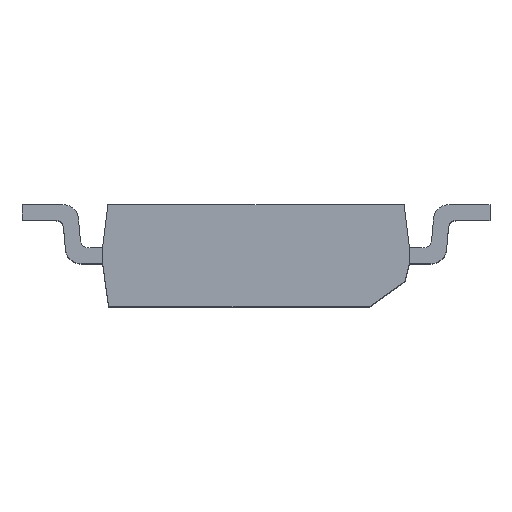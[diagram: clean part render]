
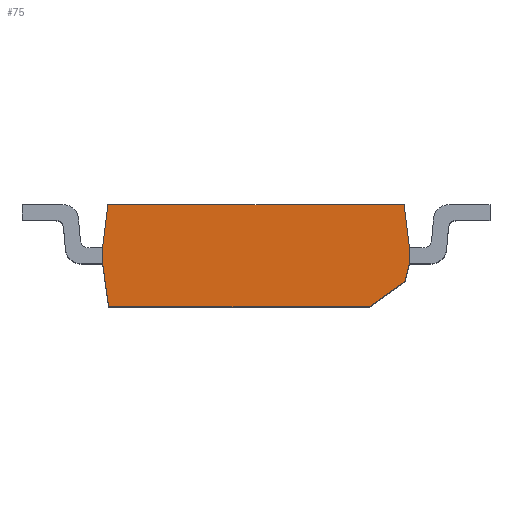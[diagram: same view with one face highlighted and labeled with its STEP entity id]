
A CAD part, top view. The second image highlights one B-rep face of the part: STEP entity #75.
In plain terms, the highlighted planar face has unit normal (0, 0, 1).
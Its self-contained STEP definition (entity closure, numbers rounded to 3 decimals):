
#75=ADVANCED_FACE('',(#3038),#3040,.T.);
#3038=FACE_BOUND('',#3039,.T.);
#3039=EDGE_LOOP('',(#5374,#5375,#5376,#5377,#5378,#5379,#5380,#5381,#5382,#5383,
#5384,#5385,#5386));
#3040=PLANE('',#3041);
#3041=AXIS2_PLACEMENT_3D('',#3042,#3043,#3044);
#3042=CARTESIAN_POINT('',(0.,0.,4.91));
#3043=DIRECTION('',(0.,0.,1.));
#3044=DIRECTION('',(0.,-1.,0.));
#5374=ORIENTED_EDGE('',*,*,#7570,.T.);
#5375=ORIENTED_EDGE('',*,*,#7571,.F.);
#5376=ORIENTED_EDGE('',*,*,#7572,.F.);
#5377=ORIENTED_EDGE('',*,*,#7573,.F.);
#5378=ORIENTED_EDGE('',*,*,#7574,.T.);
#5379=ORIENTED_EDGE('',*,*,#7399,.T.);
#5380=ORIENTED_EDGE('',*,*,#7568,.T.);
#5381=ORIENTED_EDGE('',*,*,#7575,.T.);
#5382=ORIENTED_EDGE('',*,*,#7576,.F.);
#5383=ORIENTED_EDGE('',*,*,#7577,.F.);
#5384=ORIENTED_EDGE('',*,*,#7578,.F.);
#5385=ORIENTED_EDGE('',*,*,#7579,.T.);
#5386=ORIENTED_EDGE('',*,*,#7580,.T.);
#7399=EDGE_CURVE('',#8326,#8324,#8327,.T.);
#7568=EDGE_CURVE('',#8324,#8662,#8664,.T.);
#7570=EDGE_CURVE('',#8666,#8667,#8668,.T.);
#7571=EDGE_CURVE('',#8669,#8667,#8670,.T.);
#7572=EDGE_CURVE('',#8671,#8669,#8672,.T.);
#7573=EDGE_CURVE('',#8673,#8671,#8674,.T.);
#7574=EDGE_CURVE('',#8673,#8326,#8675,.T.);
#7575=EDGE_CURVE('',#8662,#8676,#8677,.T.);
#7576=EDGE_CURVE('',#8678,#8676,#8679,.T.);
#7577=EDGE_CURVE('',#8680,#8678,#8681,.T.);
#7578=EDGE_CURVE('',#8682,#8680,#8683,.T.);
#7579=EDGE_CURVE('',#8682,#8684,#8685,.T.);
#7580=EDGE_CURVE('',#8684,#8666,#8686,.T.);
#8324=VERTEX_POINT('',#9867);
#8326=VERTEX_POINT('',#9871);
#8327=LINE('',#9872,#9873);
#8662=VERTEX_POINT('',#10563);
#8664=LINE('',#10567,#10568);
#8666=VERTEX_POINT('',#10573);
#8667=VERTEX_POINT('',#10574);
#8668=LINE('',#10575,#10576);
#8669=VERTEX_POINT('',#10578);
#8670=LINE('',#10579,#10580);
#8671=VERTEX_POINT('',#10582);
#8672=LINE('',#10583,#10584);
#8673=VERTEX_POINT('',#10586);
#8674=LINE('',#10587,#10588);
#8675=LINE('',#10590,#10591);
#8676=VERTEX_POINT('',#10593);
#8677=LINE('',#10594,#10595);
#8678=VERTEX_POINT('',#10597);
#8679=LINE('',#10598,#10599);
#8680=VERTEX_POINT('',#10601);
#8681=LINE('',#10602,#10603);
#8682=VERTEX_POINT('',#10605);
#8683=LINE('',#10606,#10607);
#8684=VERTEX_POINT('',#10609);
#8685=LINE('',#10610,#10611);
#8686=LINE('',#10613,#10614);
#9867=CARTESIAN_POINT('',(1.441,-0.65,4.91));
#9871=CARTESIAN_POINT('',(-1.873,-0.65,4.91));
#9872=CARTESIAN_POINT('',(-1.873,-0.65,4.91));
#9873=VECTOR('',#9874,1.);
#9874=DIRECTION('',(1.,0.,0.));
#10563=CARTESIAN_POINT('',(1.891,-0.33,4.91));
#10567=CARTESIAN_POINT('',(1.441,-0.65,4.91));
#10568=VECTOR('',#10569,1.);
#10569=DIRECTION('',(0.815,0.58,0.));
#10573=CARTESIAN_POINT('',(-1.882,0.65,4.91));
#10574=CARTESIAN_POINT('',(-1.95,0.1,4.91));
#10575=CARTESIAN_POINT('',(-1.882,0.65,4.91));
#10576=VECTOR('',#10577,1.);
#10577=DIRECTION('',(-0.122,-0.993,0.));
#10578=CARTESIAN_POINT('',(-1.951,0.1,4.91));
#10579=CARTESIAN_POINT('',(-1.951,0.1,4.91));
#10580=VECTOR('',#10581,1.);
#10581=DIRECTION('',(1.,0.,0.));
#10582=CARTESIAN_POINT('',(-1.951,-0.1,4.91));
#10583=CARTESIAN_POINT('',(-1.951,-0.1,4.91));
#10584=VECTOR('',#10585,1.);
#10585=DIRECTION('',(0.,1.,0.));
#10586=CARTESIAN_POINT('',(-1.95,-0.1,4.91));
#10587=CARTESIAN_POINT('',(-1.95,-0.1,4.91));
#10588=VECTOR('',#10589,1.);
#10589=DIRECTION('',(-1.,0.,0.));
#10590=CARTESIAN_POINT('',(-1.95,-0.1,4.91));
#10591=VECTOR('',#10592,1.);
#10592=DIRECTION('',(0.139,-0.99,0.));
#10593=CARTESIAN_POINT('',(1.95,-0.1,4.91));
#10594=CARTESIAN_POINT('',(1.891,-0.33,4.91));
#10595=VECTOR('',#10596,1.);
#10596=DIRECTION('',(0.249,0.968,0.));
#10597=CARTESIAN_POINT('',(1.951,-0.1,4.91));
#10598=CARTESIAN_POINT('',(1.951,-0.1,4.91));
#10599=VECTOR('',#10600,1.);
#10600=DIRECTION('',(-1.,0.,0.));
#10601=CARTESIAN_POINT('',(1.951,0.1,4.91));
#10602=CARTESIAN_POINT('',(1.951,0.1,4.91));
#10603=VECTOR('',#10604,1.);
#10604=DIRECTION('',(0.,-1.,0.));
#10605=CARTESIAN_POINT('',(1.95,0.1,4.91));
#10606=CARTESIAN_POINT('',(1.95,0.1,4.91));
#10607=VECTOR('',#10608,1.);
#10608=DIRECTION('',(1.,0.,0.));
#10609=CARTESIAN_POINT('',(1.882,0.65,4.91));
#10610=CARTESIAN_POINT('',(1.95,0.1,4.91));
#10611=VECTOR('',#10612,1.);
#10612=DIRECTION('',(-0.122,0.993,0.));
#10613=CARTESIAN_POINT('',(1.882,0.65,4.91));
#10614=VECTOR('',#10615,1.);
#10615=DIRECTION('',(-1.,0.,0.));
